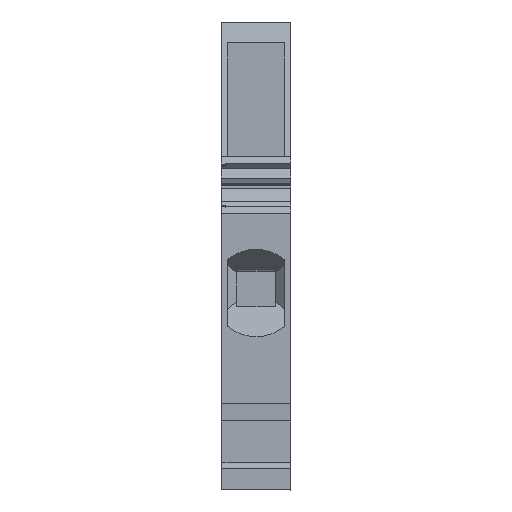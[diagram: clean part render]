
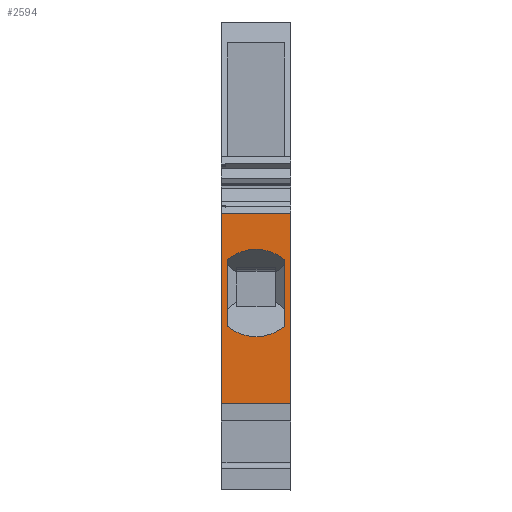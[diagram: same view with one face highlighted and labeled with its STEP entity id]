
A CAD part, front view. The second image highlights one B-rep face of the part: STEP entity #2594.
In plain terms, the highlighted planar face has unit normal (0, -1, 0).
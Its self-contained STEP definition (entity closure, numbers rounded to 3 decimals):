
#2500=AXIS2_PLACEMENT_3D('Plane Axis2P3D',#2497,#2498,#2499) ;
#1880=CARTESIAN_POINT('Vertex',(10.15,0.,40.52)) ;
#1883=CARTESIAN_POINT('Line Origine',(10.15,0.,26.56)) ;
#1887=CARTESIAN_POINT('Vertex',(10.15,0.,12.6)) ;
#2459=CARTESIAN_POINT('Vertex',(0.,0.,40.52)) ;
#2464=CARTESIAN_POINT('Line Origine',(5.075,0.,40.52)) ;
#2497=CARTESIAN_POINT('Axis2P3D Location',(10.15,0.,13.6)) ;
#2502=CARTESIAN_POINT('Line Origine',(0.,0.,26.56)) ;
#2506=CARTESIAN_POINT('Vertex',(0.,0.,12.6)) ;
#2509=CARTESIAN_POINT('Line Origine',(5.075,0.,12.6)) ;
#2520=CARTESIAN_POINT('Line Origine',(0.9,0.,28.835)) ;
#2524=CARTESIAN_POINT('Vertex',(0.9,0.,33.686)) ;
#2526=CARTESIAN_POINT('Vertex',(0.9,0.,23.984)) ;
#2530=CARTESIAN_POINT('Control Point',(5.075,0.,35.235)) ;
#2531=CARTESIAN_POINT('Control Point',(4.745,0.,35.235)) ;
#2532=CARTESIAN_POINT('Control Point',(4.416,0.,35.214)) ;
#2533=CARTESIAN_POINT('Control Point',(4.088,0.,35.171)) ;
#2534=CARTESIAN_POINT('Control Point',(3.193,0.,34.996)) ;
#2535=CARTESIAN_POINT('Control Point',(2.34,0.,34.665)) ;
#2536=CARTESIAN_POINT('Control Point',(1.822,0.,34.392)) ;
#2537=CARTESIAN_POINT('Control Point',(1.34,0.,34.064)) ;
#2538=CARTESIAN_POINT('Control Point',(0.9,0.,33.686)) ;
#2539=CARTESIAN_POINT('Vertex',(5.075,0.,35.235)) ;
#2543=CARTESIAN_POINT('Control Point',(9.25,0.,33.686)) ;
#2544=CARTESIAN_POINT('Control Point',(8.78,0.,34.09)) ;
#2545=CARTESIAN_POINT('Control Point',(8.262,0.,34.437)) ;
#2546=CARTESIAN_POINT('Control Point',(7.703,0.,34.72)) ;
#2547=CARTESIAN_POINT('Control Point',(6.842,0.,35.031)) ;
#2548=CARTESIAN_POINT('Control Point',(5.944,0.,35.186)) ;
#2549=CARTESIAN_POINT('Control Point',(5.655,0.,35.218)) ;
#2550=CARTESIAN_POINT('Control Point',(5.365,0.,35.235)) ;
#2551=CARTESIAN_POINT('Control Point',(5.075,0.,35.235)) ;
#2552=CARTESIAN_POINT('Vertex',(9.25,0.,33.686)) ;
#2555=CARTESIAN_POINT('Line Origine',(9.25,0.,28.835)) ;
#2559=CARTESIAN_POINT('Vertex',(9.25,0.,23.984)) ;
#2563=CARTESIAN_POINT('Control Point',(5.075,0.,22.435)) ;
#2564=CARTESIAN_POINT('Control Point',(5.405,0.,22.435)) ;
#2565=CARTESIAN_POINT('Control Point',(5.734,0.,22.456)) ;
#2566=CARTESIAN_POINT('Control Point',(6.062,0.,22.499)) ;
#2567=CARTESIAN_POINT('Control Point',(6.957,0.,22.674)) ;
#2568=CARTESIAN_POINT('Control Point',(7.81,0.,23.005)) ;
#2569=CARTESIAN_POINT('Control Point',(8.328,0.,23.277)) ;
#2570=CARTESIAN_POINT('Control Point',(8.81,0.,23.606)) ;
#2571=CARTESIAN_POINT('Control Point',(9.25,0.,23.984)) ;
#2572=CARTESIAN_POINT('Vertex',(5.075,0.,22.435)) ;
#2576=CARTESIAN_POINT('Control Point',(0.9,0.,23.984)) ;
#2577=CARTESIAN_POINT('Control Point',(1.37,0.,23.58)) ;
#2578=CARTESIAN_POINT('Control Point',(1.888,0.,23.233)) ;
#2579=CARTESIAN_POINT('Control Point',(2.447,0.,22.95)) ;
#2580=CARTESIAN_POINT('Control Point',(3.308,0.,22.638)) ;
#2581=CARTESIAN_POINT('Control Point',(4.206,0.,22.484)) ;
#2582=CARTESIAN_POINT('Control Point',(4.495,0.,22.451)) ;
#2583=CARTESIAN_POINT('Control Point',(4.785,0.,22.435)) ;
#2584=CARTESIAN_POINT('Control Point',(5.075,0.,22.435)) ;
#1884=DIRECTION('Vector Direction',(0.,0.,1.)) ;
#2465=DIRECTION('Vector Direction',(1.,0.,0.)) ;
#2498=DIRECTION('Axis2P3D Direction',(0.,1.,0.)) ;
#2499=DIRECTION('Axis2P3D XDirection',(0.,0.,-1.)) ;
#2503=DIRECTION('Vector Direction',(0.,0.,1.)) ;
#2510=DIRECTION('Vector Direction',(1.,0.,0.)) ;
#2521=DIRECTION('Vector Direction',(0.,0.,-1.)) ;
#2556=DIRECTION('Vector Direction',(0.,0.,1.)) ;
#1885=VECTOR('Line Direction',#1884,1.) ;
#2466=VECTOR('Line Direction',#2465,1.) ;
#2504=VECTOR('Line Direction',#2503,1.) ;
#2511=VECTOR('Line Direction',#2510,1.) ;
#2522=VECTOR('Line Direction',#2521,1.) ;
#2557=VECTOR('Line Direction',#2556,1.) ;
#2515=ORIENTED_EDGE('',*,*,#2468,.F.) ;
#2516=ORIENTED_EDGE('',*,*,#2508,.F.) ;
#2517=ORIENTED_EDGE('',*,*,#2513,.T.) ;
#2518=ORIENTED_EDGE('',*,*,#1889,.T.) ;
#2587=ORIENTED_EDGE('',*,*,#2528,.F.) ;
#2588=ORIENTED_EDGE('',*,*,#2541,.F.) ;
#2589=ORIENTED_EDGE('',*,*,#2554,.F.) ;
#2590=ORIENTED_EDGE('',*,*,#2561,.F.) ;
#2591=ORIENTED_EDGE('',*,*,#2574,.F.) ;
#2592=ORIENTED_EDGE('',*,*,#2585,.F.) ;
#2593=FACE_BOUND('',#2586,.T.) ;
#2594=ADVANCED_FACE('MANIFOLD_SOLID_BREP #89300',(#2519,#2593),#2501,.F.) ;
#2529=B_SPLINE_CURVE_WITH_KNOTS('',5,(#2530,#2531,#2532,#2533,#2534,#2535,#2536,#2537,#2538),.UNSPECIFIED.,.F.,.U.,(6,3,6),(6.432,8.763,12.864),.UNSPECIFIED.) ;
#2542=B_SPLINE_CURVE_WITH_KNOTS('',5,(#2543,#2544,#2545,#2546,#2547,#2548,#2549,#2550,#2551),.UNSPECIFIED.,.F.,.U.,(6,3,6),(0.,4.382,6.432),.UNSPECIFIED.) ;
#2562=B_SPLINE_CURVE_WITH_KNOTS('',5,(#2563,#2564,#2565,#2566,#2567,#2568,#2569,#2570,#2571),.UNSPECIFIED.,.F.,.U.,(6,3,6),(6.432,8.763,12.864),.UNSPECIFIED.) ;
#2575=B_SPLINE_CURVE_WITH_KNOTS('',5,(#2576,#2577,#2578,#2579,#2580,#2581,#2582,#2583,#2584),.UNSPECIFIED.,.F.,.U.,(6,3,6),(0.,4.382,6.432),.UNSPECIFIED.) ;
#1889=EDGE_CURVE('',#1888,#1881,#1886,.T.) ;
#2468=EDGE_CURVE('',#2460,#1881,#2467,.T.) ;
#2508=EDGE_CURVE('',#2507,#2460,#2505,.T.) ;
#2513=EDGE_CURVE('',#2507,#1888,#2512,.T.) ;
#2528=EDGE_CURVE('',#2525,#2527,#2523,.T.) ;
#2541=EDGE_CURVE('',#2540,#2525,#2529,.T.) ;
#2554=EDGE_CURVE('',#2553,#2540,#2542,.T.) ;
#2561=EDGE_CURVE('',#2560,#2553,#2558,.T.) ;
#2574=EDGE_CURVE('',#2573,#2560,#2562,.T.) ;
#2585=EDGE_CURVE('',#2527,#2573,#2575,.T.) ;
#2514=EDGE_LOOP('',(#2515,#2516,#2517,#2518)) ;
#2586=EDGE_LOOP('',(#2587,#2588,#2589,#2590,#2591,#2592)) ;
#2519=FACE_OUTER_BOUND('',#2514,.T.) ;
#1886=LINE('Line',#1883,#1885) ;
#2467=LINE('Line',#2464,#2466) ;
#2505=LINE('Line',#2502,#2504) ;
#2512=LINE('Line',#2509,#2511) ;
#2523=LINE('Line',#2520,#2522) ;
#2558=LINE('Line',#2555,#2557) ;
#2501=PLANE('',#2500) ;
#1881=VERTEX_POINT('',#1880) ;
#1888=VERTEX_POINT('',#1887) ;
#2460=VERTEX_POINT('',#2459) ;
#2507=VERTEX_POINT('',#2506) ;
#2525=VERTEX_POINT('',#2524) ;
#2527=VERTEX_POINT('',#2526) ;
#2540=VERTEX_POINT('',#2539) ;
#2553=VERTEX_POINT('',#2552) ;
#2560=VERTEX_POINT('',#2559) ;
#2573=VERTEX_POINT('',#2572) ;
